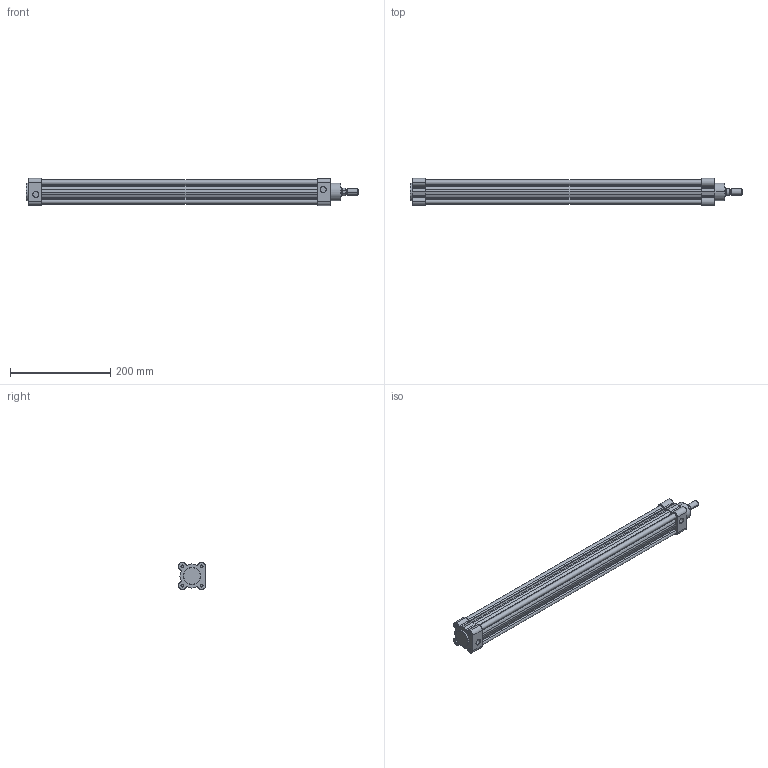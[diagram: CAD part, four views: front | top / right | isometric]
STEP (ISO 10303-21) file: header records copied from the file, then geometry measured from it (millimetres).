
FILE_DESCRIPTION (( 'STEP AP214' ), '1' );
FILE_NAME ('PNC 40-500 CYLINDER.STEP', '2010-08-03T11:16:15', ( '' ), ( '' ), 'SwSTEP 2.0', 'SolidWorks 2010', '' );
FILE_SCHEMA (( 'AUTOMOTIVE_DESIGN' ));
Length unit declared in the file: millimetre
Products named in the file (5): 40 arka kapak; 40; 40 On kapak; PNC  40 M尳; PNC 40-500  CYLINDER
Assembly tree (4 placements, depth 2):
  PNC 40-500  CYLINDER
    40 arka kapak
    40 On kapak
    PNC  40 M尳
    40
Bounding box: 663 x 53.98 x 54 mm (x, y, z)
Volume: 653452.2 mm3; surface area: 284113.6 mm2
Topology: 4 solids, 4 shells, 208 faces, 516 edges, 332 vertices
Faces by surface type: cylinder 112, plane 60, cone 26, torus 10
Entity records: 6750 total; most frequent: DIRECTION 1196, CARTESIAN_POINT 1135, ORIENTED_EDGE 1032, EDGE_CURVE 516, AXIS2_PLACEMENT_3D 481, VERTEX_POINT 332, CIRCLE 266, EDGE_LOOP 236
